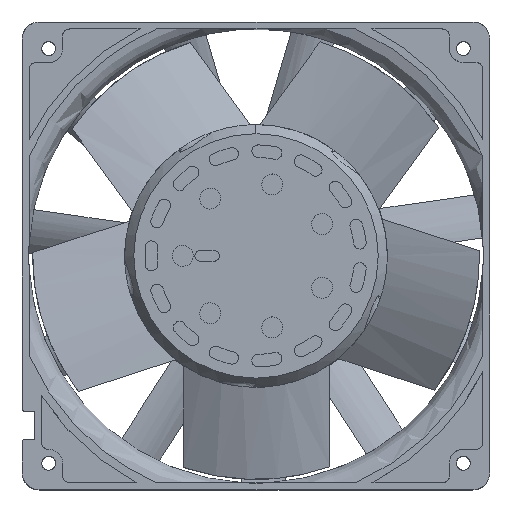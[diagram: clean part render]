
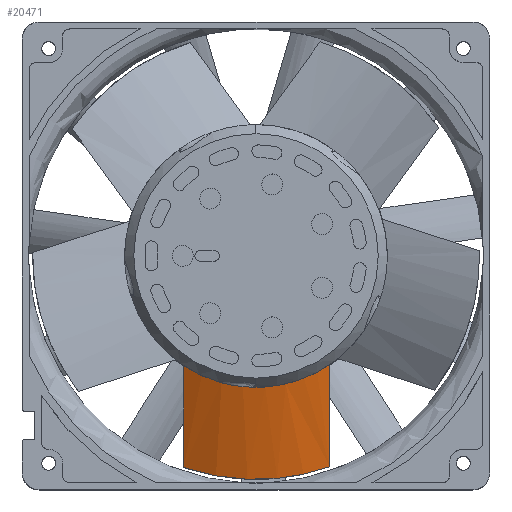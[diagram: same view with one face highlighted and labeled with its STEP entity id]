
A CAD part, top view. The second image highlights one B-rep face of the part: STEP entity #20471.
In plain terms, the highlighted free-form (B-spline) face has degree [2, 1] with [3, 2] control points.
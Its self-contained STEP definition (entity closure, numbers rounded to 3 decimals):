
#7435 = VECTOR ( 'NONE', #30123, 1000. ) ;
#7444 = VECTOR ( 'NONE', #30179, 1000. ) ;
#13903 = VERTEX_POINT ( 'NONE', #28450 ) ;
#13911 = VERTEX_POINT ( 'NONE', #28454 ) ;
#13917 = VERTEX_POINT ( 'NONE', #28457 ) ;
#13945 = VERTEX_POINT ( 'NONE', #28471 ) ;
#20471 = ADVANCED_FACE ( 'NONE', ( #29990 ), #23513, .T. ) ;
#20491 = EDGE_CURVE ( 'NONE', #13945, #13903, #32666, .T. ) ;
#20493 = EDGE_CURVE ( 'NONE', #13917, #13911, #32667, .T. ) ;
#20495 = EDGE_CURVE ( 'NONE', #13917, #13945, #30077, .T. ) ;
#20503 = EDGE_CURVE ( 'NONE', #13911, #13903, #30161, .T. ) ;
#23513 = B_SPLINE_SURFACE_WITH_KNOTS ( 'NONE', 2, 1, ( 
 ( #29991, #29987 ),
 ( #29994, #29995 ),
 ( #29996, #29997 ) ),
 .UNSPECIFIED., .F., .F., .F.,
 ( 3, 3 ),
 ( 2, 2 ),
 ( 0., 1. ),
 ( 0., 1. ),
 .UNSPECIFIED. ) ;
#27764 = ORIENTED_EDGE ( 'NONE', *, *, #20495, .F. ) ;
#27765 = ORIENTED_EDGE ( 'NONE', *, *, #20493, .T. ) ;
#27766 = ORIENTED_EDGE ( 'NONE', *, *, #20503, .T. ) ;
#27767 = ORIENTED_EDGE ( 'NONE', *, *, #20491, .F. ) ;
#28450 = CARTESIAN_POINT ( 'NONE',  ( -3.78, -7.81, 7.642 ) ) ;
#28454 = CARTESIAN_POINT ( 'NONE',  ( -3.78, -37.115, 7.642 ) ) ;
#28457 = CARTESIAN_POINT ( 'NONE',  ( -45.681, -37.282, -10.143 ) ) ;
#28471 = CARTESIAN_POINT ( 'NONE',  ( -45.681, -8.133, -10.143 ) ) ;
#29987 = CARTESIAN_POINT ( 'NONE',  ( -45.681, -7.61, -10.143 ) ) ;
#29990 = FACE_OUTER_BOUND ( 'NONE', #31541, .T. ) ;
#29991 = CARTESIAN_POINT ( 'NONE',  ( -45.681, -41.25, -10.143 ) ) ;
#29994 = CARTESIAN_POINT ( 'NONE',  ( -26.829, -41.25, 4.072 ) ) ;
#29995 = CARTESIAN_POINT ( 'NONE',  ( -26.829, -7.61, 4.072 ) ) ;
#29996 = CARTESIAN_POINT ( 'NONE',  ( -3.78, -41.25, 7.642 ) ) ;
#29997 = CARTESIAN_POINT ( 'NONE',  ( -3.78, -7.61, 7.642 ) ) ;
#30063 = CARTESIAN_POINT ( 'NONE',  ( -42.666, -38.313, -7.87 ) ) ;
#30072 = CARTESIAN_POINT ( 'NONE',  ( -45.681, -8.133, -10.143 ) ) ;
#30073 = CARTESIAN_POINT ( 'NONE',  ( -44.248, -9.077, -9.063 ) ) ;
#30077 = LINE ( 'NONE', #30106, #7435 ) ;
#30078 = CARTESIAN_POINT ( 'NONE',  ( -42.761, -9.918, -8.001 ) ) ;
#30079 = CARTESIAN_POINT ( 'NONE',  ( -39.669, -11.398, -5.928 ) ) ;
#30080 = CARTESIAN_POINT ( 'NONE',  ( -38.065, -12.037, -4.917 ) ) ;
#30081 = CARTESIAN_POINT ( 'NONE',  ( -35.561, -12.835, -3.446 ) ) ;
#30082 = CARTESIAN_POINT ( 'NONE',  ( -34.71, -13.074, -2.964 ) ) ;
#30083 = CARTESIAN_POINT ( 'NONE',  ( -32.973, -13.496, -2.016 ) ) ;
#30084 = CARTESIAN_POINT ( 'NONE',  ( -32.087, -13.678, -1.551 ) ) ;
#30085 = CARTESIAN_POINT ( 'NONE',  ( -29.415, -14.126, -0.203 ) ) ;
#30086 = CARTESIAN_POINT ( 'NONE',  ( -27.602, -14.299, 0.638 ) ) ;
#30087 = CARTESIAN_POINT ( 'NONE',  ( -24.834, -14.357, 1.812 ) ) ;
#30088 = CARTESIAN_POINT ( 'NONE',  ( -23.903, -14.342, 2.189 ) ) ;
#30089 = CARTESIAN_POINT ( 'NONE',  ( -22.495, -14.267, 2.731 ) ) ;
#30090 = CARTESIAN_POINT ( 'NONE',  ( -22.023, -14.233, 2.909 ) ) ;
#30091 = CARTESIAN_POINT ( 'NONE',  ( -21.076, -14.147, 3.256 ) ) ;
#30092 = CARTESIAN_POINT ( 'NONE',  ( -20.599, -14.094, 3.426 ) ) ;
#30093 = CARTESIAN_POINT ( 'NONE',  ( -18.222, -13.785, 4.252 ) ) ;
#30094 = CARTESIAN_POINT ( 'NONE',  ( -16.342, -13.394, 4.834 ) ) ;
#30095 = CARTESIAN_POINT ( 'NONE',  ( -12.631, -12.317, 5.86 ) ) ;
#30096 = CARTESIAN_POINT ( 'NONE',  ( -10.8, -11.632, 6.304 ) ) ;
#30097 = CARTESIAN_POINT ( 'NONE',  ( -8.1, -10.365, 6.877 ) ) ;
#30098 = CARTESIAN_POINT ( 'NONE',  ( -7.208, -9.903, 7.052 ) ) ;
#30099 = CARTESIAN_POINT ( 'NONE',  ( -5.466, -8.91, 7.37 ) ) ;
#30100 = CARTESIAN_POINT ( 'NONE',  ( -4.614, -8.378, 7.513 ) ) ;
#30101 = CARTESIAN_POINT ( 'NONE',  ( -3.78, -7.81, 7.642 ) ) ;
#30103 = CARTESIAN_POINT ( 'NONE',  ( -45.681, -37.282, -10.143 ) ) ;
#30106 = CARTESIAN_POINT ( 'NONE',  ( -45.681, -90., -10.143 ) ) ;
#30107 = CARTESIAN_POINT ( 'NONE',  ( -39.5, -39.147, -5.747 ) ) ;
#30108 = CARTESIAN_POINT ( 'NONE',  ( -32.815, -40.333, -1.847 ) ) ;
#30109 = CARTESIAN_POINT ( 'NONE',  ( -29.367, -40.673, -0.114 ) ) ;
#30110 = CARTESIAN_POINT ( 'NONE',  ( -24.04, -40.743, 2.15 ) ) ;
#30111 = CARTESIAN_POINT ( 'NONE',  ( -22.237, -40.693, 2.849 ) ) ;
#30112 = CARTESIAN_POINT ( 'NONE',  ( -19.494, -40.497, 3.813 ) ) ;
#30113 = CARTESIAN_POINT ( 'NONE',  ( -18.573, -40.411, 4.12 ) ) ;
#30114 = CARTESIAN_POINT ( 'NONE',  ( -16.717, -40.198, 4.706 ) ) ;
#30115 = CARTESIAN_POINT ( 'NONE',  ( -15.785, -40.069, 4.983 ) ) ;
#30116 = CARTESIAN_POINT ( 'NONE',  ( -11.14, -39.326, 6.288 ) ) ;
#30117 = CARTESIAN_POINT ( 'NONE',  ( -7.443, -38.4, 7.075 ) ) ;
#30118 = CARTESIAN_POINT ( 'NONE',  ( -3.78, -37.115, 7.642 ) ) ;
#30123 = DIRECTION ( 'NONE',  ( 0., 1., 0. ) ) ;
#30161 = LINE ( 'NONE', #30162, #7444 ) ;
#30162 = CARTESIAN_POINT ( 'NONE',  ( -3.78, -90., 7.642 ) ) ;
#30179 = DIRECTION ( 'NONE',  ( 0., 1., 0. ) ) ;
#31541 = EDGE_LOOP ( 'NONE', ( #27764, #27765, #27766, #27767 ) ) ;
#32666 = B_SPLINE_CURVE_WITH_KNOTS ( 'NONE', 3,
 ( #30072, #30073, #30078, #30079, #30080, #30081, #30082, #30083, #30084, #30085, #30086, #30087, #30088, #30089, #30090, #30091, #30092, #30093, #30094, #30095, #30096, #30097, #30098, #30099, #30100, #30101 ),
 .UNSPECIFIED., .F., .F.,
 ( 4, 2, 2, 2, 2, 2, 2, 2, 2, 2, 2, 2, 4 ),
 ( 0., 0.006, 0.012, 0.015, 0.018, 0.024, 0.027, 0.029, 0.03, 0.036, 0.042, 0.045, 0.048 ),
 .UNSPECIFIED. ) ;
#32667 = B_SPLINE_CURVE_WITH_KNOTS ( 'NONE', 3,
 ( #30103, #30063, #30107, #30108, #30109, #30110, #30111, #30112, #30113, #30114, #30115, #30116, #30117, #30118 ),
 .UNSPECIFIED., .F., .F.,
 ( 4, 2, 2, 2, 2, 2, 4 ),
 ( 0., 0.012, 0.023, 0.029, 0.032, 0.035, 0.047 ),
 .UNSPECIFIED. ) ;
